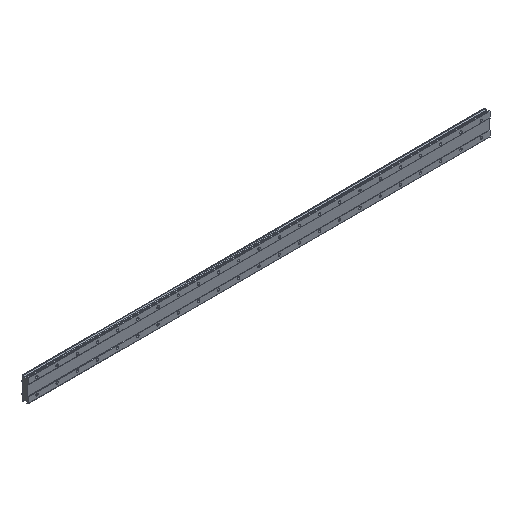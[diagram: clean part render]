
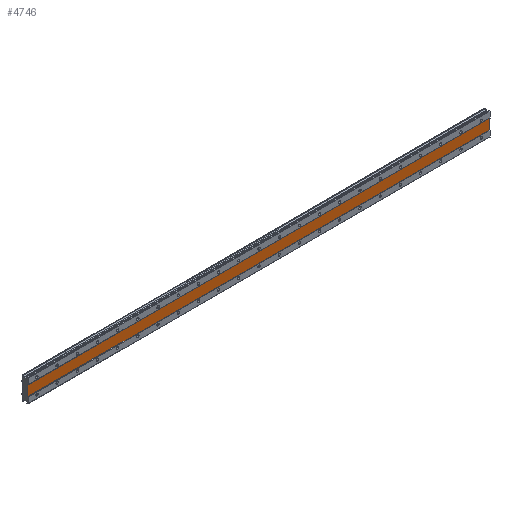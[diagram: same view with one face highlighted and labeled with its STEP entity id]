
A CAD part, isometric view. The second image highlights one B-rep face of the part: STEP entity #4746.
In plain terms, the highlighted planar face has unit normal (0, -1, 0).
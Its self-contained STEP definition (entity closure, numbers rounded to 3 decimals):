
#95 = EDGE_CURVE ( 'NONE', #1687, #7689, #5560, .T. ) ;
#241 = EDGE_CURVE ( 'NONE', #4552, #1687, #6464, .T. ) ;
#443 = CARTESIAN_POINT ( 'NONE',  ( 1795., 1., 20. ) ) ;
#486 = CARTESIAN_POINT ( 'NONE',  ( 1795., 1., -20. ) ) ;
#569 = VERTEX_POINT ( 'NONE', #2078 ) ;
#740 = DIRECTION ( 'NONE',  ( 0., 0., -1. ) ) ;
#1315 = VECTOR ( 'NONE', #740, 1000. ) ;
#1687 = VERTEX_POINT ( 'NONE', #2447 ) ;
#1688 = FACE_OUTER_BOUND ( 'NONE', #6006, .T. ) ;
#1693 = VECTOR ( 'NONE', #6911, 1000. ) ;
#1954 = LINE ( 'NONE', #7027, #4733 ) ;
#2078 = CARTESIAN_POINT ( 'NONE',  ( -35., 1., 20. ) ) ;
#2138 = ORIENTED_EDGE ( 'NONE', *, *, #6855, .F. ) ;
#2306 = PLANE ( 'NONE',  #6167 ) ;
#2447 = CARTESIAN_POINT ( 'NONE',  ( 1795., 1., -20. ) ) ;
#2974 = DIRECTION ( 'NONE',  ( 0., 1., 0. ) ) ;
#3549 = DIRECTION ( 'NONE',  ( 0., 0., 1. ) ) ;
#3753 = DIRECTION ( 'NONE',  ( -1., 0., 0. ) ) ;
#4065 = VECTOR ( 'NONE', #3753, 1000. ) ;
#4483 = DIRECTION ( 'NONE',  ( 1., 0., 0. ) ) ;
#4552 = VERTEX_POINT ( 'NONE', #6522 ) ;
#4572 = ORIENTED_EDGE ( 'NONE', *, *, #241, .F. ) ;
#4577 = ORIENTED_EDGE ( 'NONE', *, *, #8064, .F. ) ;
#4733 = VECTOR ( 'NONE', #4483, 1000. ) ;
#4746 = ADVANCED_FACE ( 'NONE', ( #1688 ), #2306, .F. ) ;
#5560 = LINE ( 'NONE', #486, #4065 ) ;
#5703 = CARTESIAN_POINT ( 'NONE',  ( -35., 1., 20. ) ) ;
#5883 = CARTESIAN_POINT ( 'NONE',  ( 1795., 1., 20. ) ) ;
#6006 = EDGE_LOOP ( 'NONE', ( #6468, #4572, #4577, #2138 ) ) ;
#6167 = AXIS2_PLACEMENT_3D ( 'NONE', #443, #2974, #3549 ) ;
#6464 = LINE ( 'NONE', #5883, #1315 ) ;
#6468 = ORIENTED_EDGE ( 'NONE', *, *, #95, .F. ) ;
#6522 = CARTESIAN_POINT ( 'NONE',  ( 1795., 1., 20. ) ) ;
#6855 = EDGE_CURVE ( 'NONE', #7689, #569, #7541, .T. ) ;
#6911 = DIRECTION ( 'NONE',  ( 0., 0., 1. ) ) ;
#7027 = CARTESIAN_POINT ( 'NONE',  ( 1795., 1., 20. ) ) ;
#7541 = LINE ( 'NONE', #5703, #1693 ) ;
#7689 = VERTEX_POINT ( 'NONE', #8134 ) ;
#8064 = EDGE_CURVE ( 'NONE', #569, #4552, #1954, .T. ) ;
#8134 = CARTESIAN_POINT ( 'NONE',  ( -35., 1., -20. ) ) ;
